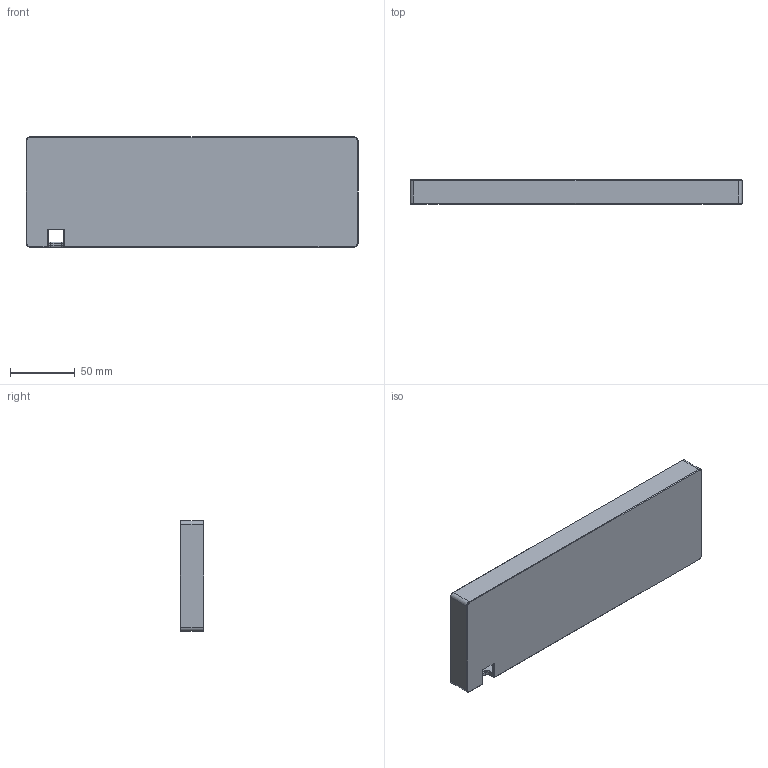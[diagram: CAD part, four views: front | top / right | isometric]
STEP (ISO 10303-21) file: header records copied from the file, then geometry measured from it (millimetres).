
FILE_DESCRIPTION(/* description */ (''),/* implementation_level */ '2;1');
FILE_NAME(/* name */ '3D printed case.step',/* time_stamp */ '2020-06-01T18:32:32+02:00',/* author */ (''),/* organization */ (''),/* preprocessor_version */ 'ST-DEVELOPER v18.1',/* originating_system */ 'Autodesk Translation Framework v9.3.0.1241',/* authorisation */ '');
FILE_SCHEMA (('AUTOMOTIVE_DESIGN { 1 0 10303 214 3 1 1 }'));
Length unit declared in the file: millimetre
Products named in the file (1): 3D printed case
Bounding box: 256.85 x 18.5 x 85.4 mm (x, y, z)
Volume: 87738.1 mm3; surface area: 66698.1 mm2
Topology: 1 solids, 1 shells, 108 faces, 237 edges, 140 vertices
Faces by surface type: plane 40, cylinder 34, cone 19, torus 11, sphere 4
Full cylindrical faces by diameter (mm): 2.4 x5, 4.5 x5
Entity records: 2966 total; most frequent: DIRECTION 566, CARTESIAN_POINT 486, ORIENTED_EDGE 474, EDGE_CURVE 237, AXIS2_PLACEMENT_3D 220, VERTEX_POINT 140, LINE 126, VECTOR 126
